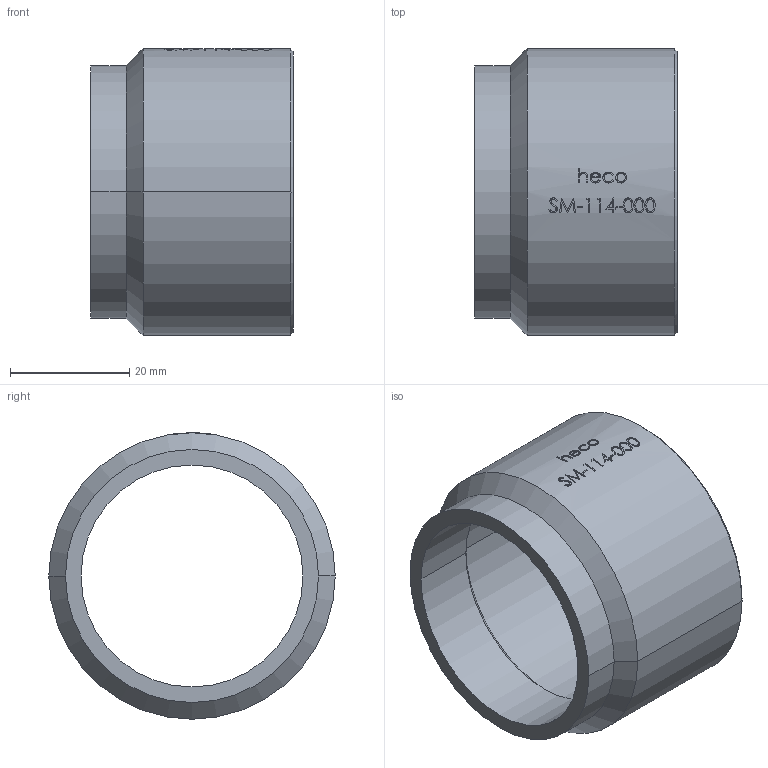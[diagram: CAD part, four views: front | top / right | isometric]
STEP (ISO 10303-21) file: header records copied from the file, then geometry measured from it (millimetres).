
FILE_DESCRIPTION (( 'STEP AP214' ), '1' );
FILE_NAME ('SM-114-000-x Schweißmuffe heco.STEP', '2018-05-17T08:43:51', ( '' ), ( '' ), 'SwSTEP 2.0', 'SolidWorks 2016', '' );
FILE_SCHEMA (( 'AUTOMOTIVE_DESIGN' ));
Length unit declared in the file: millimetre
Products named in the file (1): SM-114-000-x Schweißmuffe heco
Bounding box: 34 x 48 x 48 mm (x, y, z)
Volume: 19060.9 mm3; surface area: 10104.7 mm2
Topology: 1 solids, 1 shells, 176 faces, 450 edges, 296 vertices
Faces by surface type: bspline 94, plane 46, cylinder 28, cone 8
Entity records: 17363 total; most frequent: CARTESIAN_POINT 12194, ORIENTED_EDGE 900, EDGE_CURVE 450, DIRECTION 377, VERTEX_POINT 296, B_SPLINE_CURVE_WITH_KNOTS 295, EDGE_LOOP 198, ADVANCED_FACE 176
